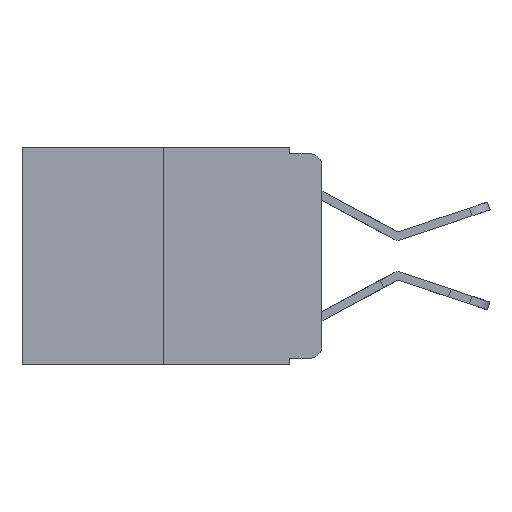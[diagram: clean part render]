
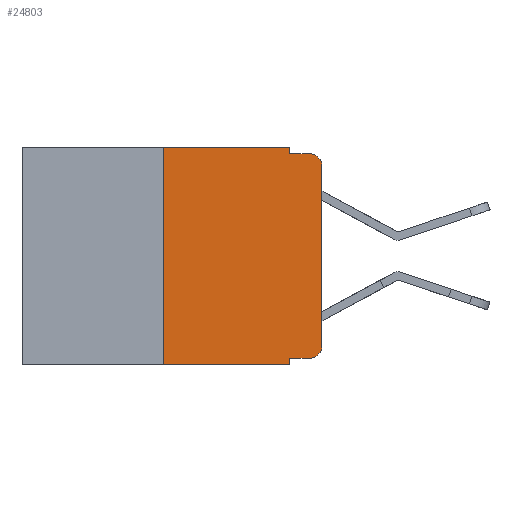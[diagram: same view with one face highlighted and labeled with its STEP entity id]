
A CAD part, left-side view. The second image highlights one B-rep face of the part: STEP entity #24803.
In plain terms, the highlighted planar face has unit normal (-1, 0, 0).
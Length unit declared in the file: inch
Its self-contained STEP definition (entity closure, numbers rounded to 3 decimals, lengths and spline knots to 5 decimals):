
#7 = CARTESIAN_POINT ( 'NONE',  ( 0., 0.473, 0. ) ) ;
#811 = CARTESIAN_POINT ( 'NONE',  ( 0., 0.25, -0.343 ) ) ;
#1230 = VERTEX_POINT ( 'NONE', #7301 ) ;
#1329 = DIRECTION ( 'NONE',  ( 0., 0., -1. ) ) ;
#1619 = LINE ( 'NONE', #16179, #18429 ) ;
#2544 = CARTESIAN_POINT ( 'NONE',  ( 0., 0.02, -0.333 ) ) ;
#2565 = VERTEX_POINT ( 'NONE', #22072 ) ;
#3757 = CIRCLE ( 'NONE', #17993, 0.02 ) ;
#5161 = CARTESIAN_POINT ( 'NONE',  ( 0., 0.051, -0.01 ) ) ;
#5275 = DIRECTION ( 'NONE',  ( 1., 0., 0. ) ) ;
#5705 = VECTOR ( 'NONE', #16167, 39.37008 ) ;
#5925 = CARTESIAN_POINT ( 'NONE',  ( 0., 0.25, 0. ) ) ;
#6053 = CARTESIAN_POINT ( 'NONE',  ( 0., 0.051, -0.01 ) ) ;
#6298 = VERTEX_POINT ( 'NONE', #2544 ) ;
#6424 = CARTESIAN_POINT ( 'NONE',  ( 0., 0.02, -0.01 ) ) ;
#6636 = EDGE_CURVE ( 'NONE', #2565, #12218, #26466, .T. ) ;
#6961 = ORIENTED_EDGE ( 'NONE', *, *, #24248, .T. ) ;
#7301 = CARTESIAN_POINT ( 'NONE',  ( 0., 0.051, 0. ) ) ;
#7557 = CARTESIAN_POINT ( 'NONE',  ( 0., 0., 0. ) ) ;
#8075 = ORIENTED_EDGE ( 'NONE', *, *, #17945, .T. ) ;
#8660 = DIRECTION ( 'NONE',  ( 0., -1., 0. ) ) ;
#9305 = VERTEX_POINT ( 'NONE', #811 ) ;
#9484 = LINE ( 'NONE', #26525, #14401 ) ;
#9558 = EDGE_CURVE ( 'NONE', #15434, #16042, #3757, .T. ) ;
#10092 = DIRECTION ( 'NONE',  ( 0., 0., 1. ) ) ;
#10602 = CARTESIAN_POINT ( 'NONE',  ( 0., 0.051, -0.333 ) ) ;
#11227 = EDGE_CURVE ( 'NONE', #13623, #1230, #26352, .T. ) ;
#11455 = CARTESIAN_POINT ( 'NONE',  ( 0., 0.02, -0.313 ) ) ;
#11463 = EDGE_CURVE ( 'NONE', #16865, #16042, #26668, .T. ) ;
#11464 = EDGE_CURVE ( 'NONE', #6298, #18411, #20552, .T. ) ;
#12057 = ORIENTED_EDGE ( 'NONE', *, *, #9558, .T. ) ;
#12218 = VERTEX_POINT ( 'NONE', #22166 ) ;
#12365 = CARTESIAN_POINT ( 'NONE',  ( 0., 0., -0.03 ) ) ;
#12747 = LINE ( 'NONE', #7557, #23110 ) ;
#13561 = DIRECTION ( 'NONE',  ( 0., 0., -1. ) ) ;
#13623 = VERTEX_POINT ( 'NONE', #23446 ) ;
#13972 = VECTOR ( 'NONE', #10092, 39.37008 ) ;
#14022 = DIRECTION ( 'NONE',  ( -1., 0., 0. ) ) ;
#14108 = EDGE_CURVE ( 'NONE', #2565, #6298, #24321, .T. ) ;
#14401 = VECTOR ( 'NONE', #16265, 39.37008 ) ;
#14803 = ORIENTED_EDGE ( 'NONE', *, *, #14108, .T. ) ;
#15434 = VERTEX_POINT ( 'NONE', #12365 ) ;
#15500 = ORIENTED_EDGE ( 'NONE', *, *, #11227, .F. ) ;
#16042 = VERTEX_POINT ( 'NONE', #6424 ) ;
#16167 = DIRECTION ( 'NONE',  ( 0., 0., -1. ) ) ;
#16179 = CARTESIAN_POINT ( 'NONE',  ( 0., 0.051, 0. ) ) ;
#16265 = DIRECTION ( 'NONE',  ( 0., -1., 0. ) ) ;
#16804 = EDGE_CURVE ( 'NONE', #1230, #16865, #1619, .T. ) ;
#16865 = VERTEX_POINT ( 'NONE', #6053 ) ;
#16954 = CARTESIAN_POINT ( 'NONE',  ( 0., 0., -0.313 ) ) ;
#17302 = ORIENTED_EDGE ( 'NONE', *, *, #11464, .T. ) ;
#17771 = CARTESIAN_POINT ( 'NONE',  ( 0., 0.473, 0. ) ) ;
#17933 = FACE_OUTER_BOUND ( 'NONE', #22584, .T. ) ;
#17945 = EDGE_CURVE ( 'NONE', #18411, #15434, #12747, .T. ) ;
#17993 = AXIS2_PLACEMENT_3D ( 'NONE', #26400, #14022, #1329 ) ;
#18411 = VERTEX_POINT ( 'NONE', #16954 ) ;
#18425 = AXIS2_PLACEMENT_3D ( 'NONE', #17771, #5275, #19863 ) ;
#18429 = VECTOR ( 'NONE', #24468, 39.37008 ) ;
#19514 = LINE ( 'NONE', #5925, #13972 ) ;
#19761 = DIRECTION ( 'NONE',  ( 0., -1., 0. ) ) ;
#19863 = DIRECTION ( 'NONE',  ( 0., 0., -1. ) ) ;
#19964 = EDGE_CURVE ( 'NONE', #9305, #13623, #19514, .T. ) ;
#19997 = DIRECTION ( 'NONE',  ( 0., 0., 1. ) ) ;
#20056 = ORIENTED_EDGE ( 'NONE', *, *, #11463, .F. ) ;
#20408 = CARTESIAN_POINT ( 'NONE',  ( 0., 0.051, 0. ) ) ;
#20552 = CIRCLE ( 'NONE', #21839, 0.02 ) ;
#20893 = VECTOR ( 'NONE', #8660, 39.37008 ) ;
#21093 = DIRECTION ( 'NONE',  ( 0., -1., 0. ) ) ;
#21747 = ORIENTED_EDGE ( 'NONE', *, *, #6636, .F. ) ;
#21839 = AXIS2_PLACEMENT_3D ( 'NONE', #11455, #25950, #13561 ) ;
#21854 = PLANE ( 'NONE',  #18425 ) ;
#22072 = CARTESIAN_POINT ( 'NONE',  ( 0., 0.051, -0.333 ) ) ;
#22166 = CARTESIAN_POINT ( 'NONE',  ( 0., 0.051, -0.343 ) ) ;
#22584 = EDGE_LOOP ( 'NONE', ( #8075, #12057, #20056, #26371, #15500, #24034, #6961, #21747, #14803, #17302 ) ) ;
#23110 = VECTOR ( 'NONE', #19997, 39.37008 ) ;
#23446 = CARTESIAN_POINT ( 'NONE',  ( 0., 0.25, 0. ) ) ;
#23675 = VECTOR ( 'NONE', #21093, 39.37008 ) ;
#24034 = ORIENTED_EDGE ( 'NONE', *, *, #19964, .F. ) ;
#24248 = EDGE_CURVE ( 'NONE', #9305, #12218, #9484, .T. ) ;
#24321 = LINE ( 'NONE', #10602, #23675 ) ;
#24468 = DIRECTION ( 'NONE',  ( 0., 0., -1. ) ) ;
#24803 = ADVANCED_FACE ( 'NONE', ( #17933 ), #21854, .F. ) ;
#25950 = DIRECTION ( 'NONE',  ( -1., 0., 0. ) ) ;
#26015 = VECTOR ( 'NONE', #19761, 39.37008 ) ;
#26352 = LINE ( 'NONE', #7, #20893 ) ;
#26371 = ORIENTED_EDGE ( 'NONE', *, *, #16804, .F. ) ;
#26400 = CARTESIAN_POINT ( 'NONE',  ( 0., 0.02, -0.03 ) ) ;
#26466 = LINE ( 'NONE', #20408, #5705 ) ;
#26525 = CARTESIAN_POINT ( 'NONE',  ( 0., 0.473, -0.343 ) ) ;
#26668 = LINE ( 'NONE', #5161, #26015 ) ;
